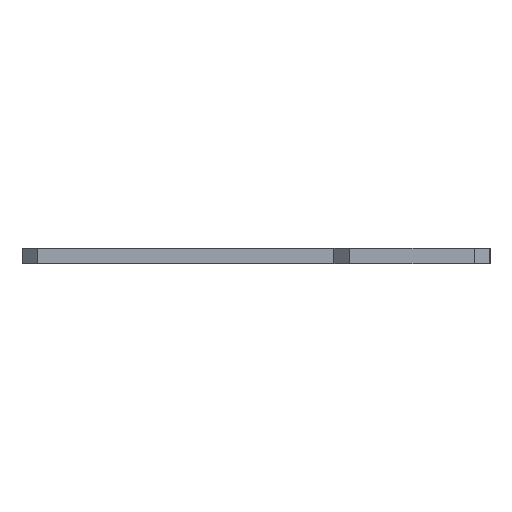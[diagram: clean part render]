
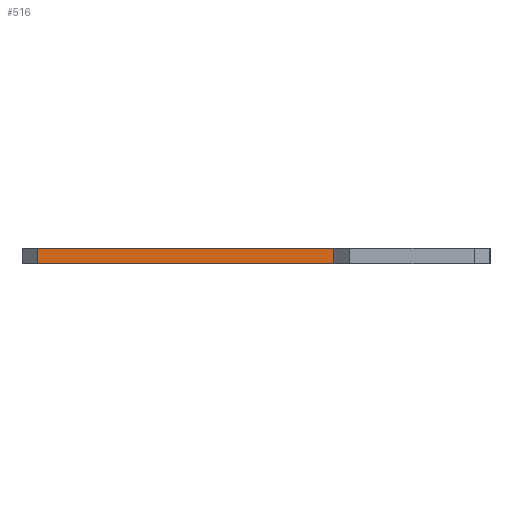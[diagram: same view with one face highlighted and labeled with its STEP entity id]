
A CAD part, left-side view. The second image highlights one B-rep face of the part: STEP entity #516.
In plain terms, the highlighted planar face has unit normal (-1, 0, 0).
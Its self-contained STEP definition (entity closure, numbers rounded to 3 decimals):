
#6 = EDGE_CURVE ( 'NONE', #678, #708, #704, .T. ) ;
#12 = AXIS2_PLACEMENT_3D ( 'NONE', #915, #191, #411 ) ;
#40 = VERTEX_POINT ( 'NONE', #219 ) ;
#56 = LINE ( 'NONE', #366, #816 ) ;
#151 = VERTEX_POINT ( 'NONE', #537 ) ;
#159 = VECTOR ( 'NONE', #709, 1000. ) ;
#180 = EDGE_CURVE ( 'NONE', #708, #40, #940, .T. ) ;
#186 = FACE_OUTER_BOUND ( 'NONE', #477, .T. ) ;
#191 = DIRECTION ( 'NONE',  ( 1., 0., 0. ) ) ;
#219 = CARTESIAN_POINT ( 'NONE',  ( -10., -2., 0. ) ) ;
#270 = PLANE ( 'NONE',  #12 ) ;
#279 = LINE ( 'NONE', #530, #756 ) ;
#297 = CARTESIAN_POINT ( 'NONE',  ( -10., -40., -2. ) ) ;
#366 = CARTESIAN_POINT ( 'NONE',  ( -10., -2., -2. ) ) ;
#377 = CARTESIAN_POINT ( 'NONE',  ( -10., -40., 0. ) ) ;
#411 = DIRECTION ( 'NONE',  ( 0., 1., 0. ) ) ;
#420 = ORIENTED_EDGE ( 'NONE', *, *, #983, .T. ) ;
#422 = VECTOR ( 'NONE', #624, 1000. ) ;
#477 = EDGE_LOOP ( 'NONE', ( #688, #420, #830, #828 ) ) ;
#516 = ADVANCED_FACE ( 'NONE', ( #186 ), #270, .F. ) ;
#530 = CARTESIAN_POINT ( 'NONE',  ( -10., -40., -2. ) ) ;
#537 = CARTESIAN_POINT ( 'NONE',  ( -10., -2., -2. ) ) ;
#612 = EDGE_CURVE ( 'NONE', #678, #151, #279, .T. ) ;
#624 = DIRECTION ( 'NONE',  ( 0., 0., 1. ) ) ;
#632 = CARTESIAN_POINT ( 'NONE',  ( -10., -40., -2. ) ) ;
#678 = VERTEX_POINT ( 'NONE', #632 ) ;
#688 = ORIENTED_EDGE ( 'NONE', *, *, #180, .T. ) ;
#704 = LINE ( 'NONE', #297, #422 ) ;
#708 = VERTEX_POINT ( 'NONE', #1043 ) ;
#709 = DIRECTION ( 'NONE',  ( 0., 1., 0. ) ) ;
#756 = VECTOR ( 'NONE', #855, 1000. ) ;
#816 = VECTOR ( 'NONE', #860, 1000. ) ;
#828 = ORIENTED_EDGE ( 'NONE', *, *, #6, .T. ) ;
#830 = ORIENTED_EDGE ( 'NONE', *, *, #612, .F. ) ;
#855 = DIRECTION ( 'NONE',  ( 0., 1., 0. ) ) ;
#860 = DIRECTION ( 'NONE',  ( 0., 0., -1. ) ) ;
#915 = CARTESIAN_POINT ( 'NONE',  ( -10., -40., -2. ) ) ;
#940 = LINE ( 'NONE', #377, #159 ) ;
#983 = EDGE_CURVE ( 'NONE', #40, #151, #56, .T. ) ;
#1043 = CARTESIAN_POINT ( 'NONE',  ( -10., -40., 0. ) ) ;
